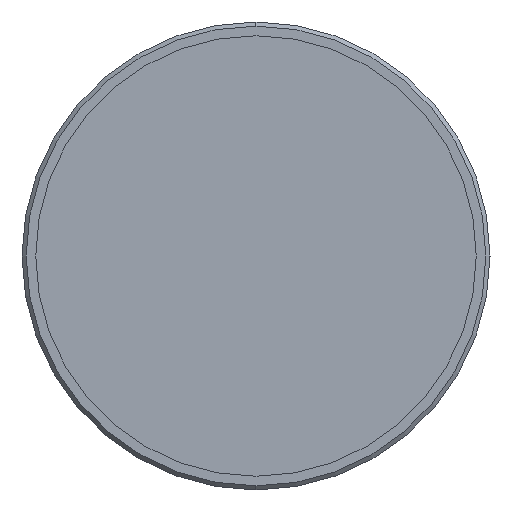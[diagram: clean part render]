
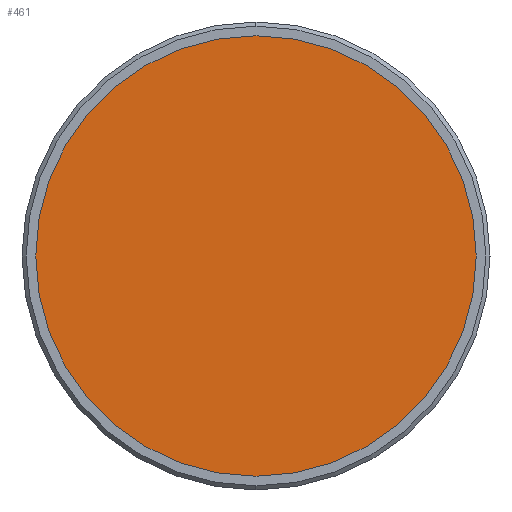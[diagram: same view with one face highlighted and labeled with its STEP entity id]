
A CAD part, left-side view. The second image highlights one B-rep face of the part: STEP entity #461.
In plain terms, the highlighted planar face has unit normal (-1, 0, 0).
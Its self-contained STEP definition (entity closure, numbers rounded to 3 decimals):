
#25 = CIRCLE ( 'NONE', #103, 16. ) ;
#49 = CARTESIAN_POINT ( 'NONE',  ( 2.5, 0., -16. ) ) ;
#56 = CARTESIAN_POINT ( 'NONE',  ( 2.5, 0., 0. ) ) ;
#98 = ORIENTED_EDGE ( 'NONE', *, *, #220, .T. ) ;
#103 = AXIS2_PLACEMENT_3D ( 'NONE', #56, #594, #229 ) ;
#120 = CARTESIAN_POINT ( 'NONE',  ( 2.5, 0., 0. ) ) ;
#185 = FACE_OUTER_BOUND ( 'NONE', #453, .T. ) ;
#198 = DIRECTION ( 'NONE',  ( 0., 0., 1. ) ) ;
#220 = EDGE_CURVE ( 'NONE', #344, #333, #761, .T. ) ;
#229 = DIRECTION ( 'NONE',  ( 0., 0., 1. ) ) ;
#333 = VERTEX_POINT ( 'NONE', #49 ) ;
#339 = AXIS2_PLACEMENT_3D ( 'NONE', #120, #470, #707 ) ;
#344 = VERTEX_POINT ( 'NONE', #394 ) ;
#394 = CARTESIAN_POINT ( 'NONE',  ( 2.5, 0., 16. ) ) ;
#404 = ORIENTED_EDGE ( 'NONE', *, *, #422, .T. ) ;
#422 = EDGE_CURVE ( 'NONE', #333, #344, #25, .T. ) ;
#426 = AXIS2_PLACEMENT_3D ( 'NONE', #729, #499, #198 ) ;
#453 = EDGE_LOOP ( 'NONE', ( #98, #404 ) ) ;
#461 = ADVANCED_FACE ( 'NONE', ( #185 ), #708, .T. ) ;
#470 = DIRECTION ( 'NONE',  ( -1., 0., 0. ) ) ;
#499 = DIRECTION ( 'NONE',  ( -1., 0., 0. ) ) ;
#594 = DIRECTION ( 'NONE',  ( -1., 0., 0. ) ) ;
#707 = DIRECTION ( 'NONE',  ( 0., 0., 1. ) ) ;
#708 = PLANE ( 'NONE',  #339 ) ;
#729 = CARTESIAN_POINT ( 'NONE',  ( 2.5, 0., 0. ) ) ;
#761 = CIRCLE ( 'NONE', #426, 16. ) ;
